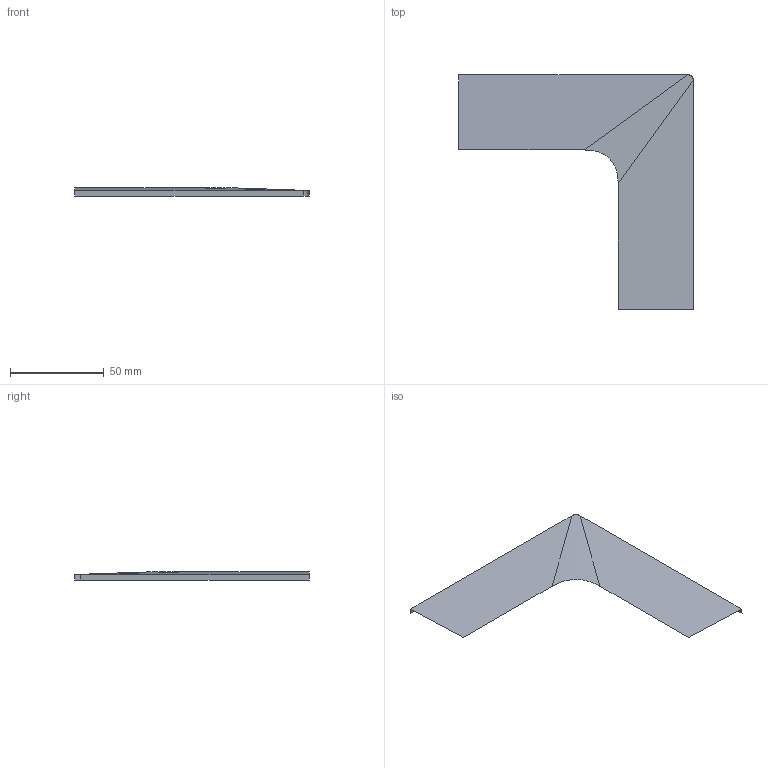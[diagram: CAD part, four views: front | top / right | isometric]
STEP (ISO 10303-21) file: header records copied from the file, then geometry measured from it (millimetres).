
FILE_DESCRIPTION(/* description */ (''),/* implementation_level */ '2;1');
FILE_NAME(/* name */ 'ecke',/* time_stamp */ '2012-11-26T19:43:06+01:00',/* author */ (''),/* organization */ (''),/* preprocessor_version */ 'ST-DEVELOPER v10',/* originating_system */ '',/* authorisation */ '');
FILE_SCHEMA (('CONFIG_CONTROL_DESIGN'));
Length unit declared in the file: millimetre
Products named in the file (1): 1
Bounding box: 125.17 x 125.16 x 4.39 mm (x, y, z)
Surface area: 9203.4 mm2 (no closed solid volume)
Topology: 0 solids, 1 shells, 6 faces, 29 edges, 26 vertices
Faces by surface type: bspline 6
Entity records: 527 total; most frequent: CARTESIAN_POINT 303, ORIENTED_EDGE 30, B_SPLINE_CURVE_WITH_KNOTS 29, EDGE_CURVE 25, VERTEX_POINT 18, ORGANIZATION 7, PERSON_AND_ORGANIZATION 7, ADVANCED_FACE 6
